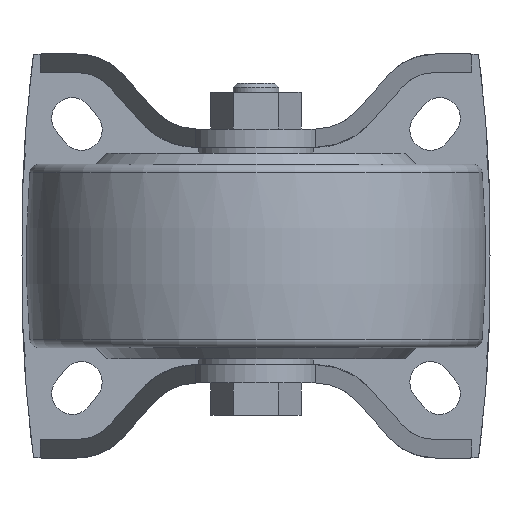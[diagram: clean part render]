
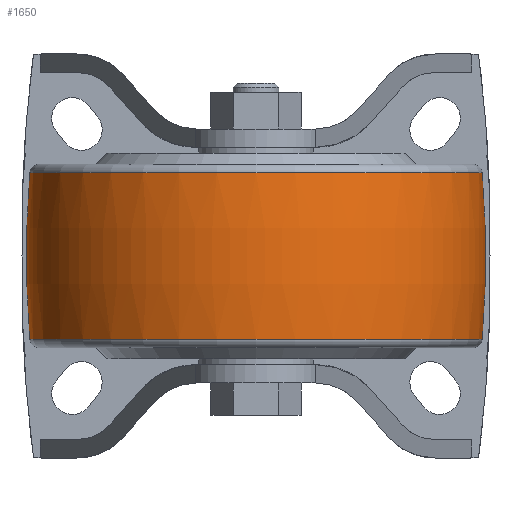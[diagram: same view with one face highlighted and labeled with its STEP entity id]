
A CAD part, front view. The second image highlights one B-rep face of the part: STEP entity #1650.
In plain terms, the highlighted toroidal (fillet/blend) face has major radius 170 mm and minor radius 220 mm.
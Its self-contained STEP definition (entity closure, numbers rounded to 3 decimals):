
#118 = EDGE_LOOP ( 'NONE', ( #3336, #3337, #3334, #3339 ) ) ;
#340 = VERTEX_POINT ( 'NONE', #535 ) ;
#535 = CARTESIAN_POINT ( 'NONE',  ( 49.249, -90., -18.165 ) ) ;
#962 = DIRECTION ( 'NONE',  ( 0., 1., 0. ) ) ;
#963 = DIRECTION ( 'NONE',  ( -1., 0., 0. ) ) ;
#964 = CARTESIAN_POINT ( 'NONE',  ( 170., -90., 0. ) ) ;
#1395 = EDGE_CURVE ( 'NONE', #2778, #2782, #2646, .T. ) ;
#1564 = EDGE_CURVE ( 'NONE', #340, #2781, #2373, .T. ) ;
#1605 = EDGE_CURVE ( 'NONE', #2782, #2781, #2478, .T. ) ;
#1606 = EDGE_CURVE ( 'NONE', #2778, #340, #2481, .T. ) ;
#1650 = ADVANCED_FACE ( 'NONE', ( #3723 ), #2544, .T. ) ;
#1699 = CARTESIAN_POINT ( 'NONE',  ( -49.249, -90., 18.165 ) ) ;
#1724 = CARTESIAN_POINT ( 'NONE',  ( -49.249, -90., -18.165 ) ) ;
#1727 = CARTESIAN_POINT ( 'NONE',  ( 49.249, -90., 18.165 ) ) ;
#1933 = DIRECTION ( 'NONE',  ( 0., 0., 1. ) ) ;
#1934 = CARTESIAN_POINT ( 'NONE',  ( 0., -90., 0. ) ) ;
#1935 = DIRECTION ( 'NONE',  ( 1., 0., 0. ) ) ;
#2043 = DIRECTION ( 'NONE',  ( 1., 0., 0. ) ) ;
#2044 = DIRECTION ( 'NONE',  ( 0., 0., 1. ) ) ;
#2045 = CARTESIAN_POINT ( 'NONE',  ( 0., -90., -18.165 ) ) ;
#2053 = DIRECTION ( 'NONE',  ( 1., 0., 0. ) ) ;
#2054 = DIRECTION ( 'NONE',  ( 0., 0., 1. ) ) ;
#2055 = CARTESIAN_POINT ( 'NONE',  ( 0., -90., 18.165 ) ) ;
#2066 = DIRECTION ( 'NONE',  ( 0., 0., -1. ) ) ;
#2097 = DIRECTION ( 'NONE',  ( 0., -1., 0. ) ) ;
#2109 = CARTESIAN_POINT ( 'NONE',  ( -170., -90., 0. ) ) ;
#2373 = CIRCLE ( 'NONE', #2425, 220. ) ;
#2425 = AXIS2_PLACEMENT_3D ( 'NONE', #2109, #2097, #2066 ) ;
#2478 = CIRCLE ( 'NONE', #2486, 49.249 ) ;
#2481 = CIRCLE ( 'NONE', #2488, 49.249 ) ;
#2486 = AXIS2_PLACEMENT_3D ( 'NONE', #2055, #2054, #2053 ) ;
#2488 = AXIS2_PLACEMENT_3D ( 'NONE', #2045, #2044, #2043 ) ;
#2543 = AXIS2_PLACEMENT_3D ( 'NONE', #1934, #1933, #1935 ) ;
#2544 = TOROIDAL_SURFACE ( 'NONE', #2543, -170., 220. ) ;
#2628 = AXIS2_PLACEMENT_3D ( 'NONE', #964, #962, #963 ) ;
#2646 = CIRCLE ( 'NONE', #2628, 220. ) ;
#2778 = VERTEX_POINT ( 'NONE', #1724 ) ;
#2781 = VERTEX_POINT ( 'NONE', #1727 ) ;
#2782 = VERTEX_POINT ( 'NONE', #1699 ) ;
#3334 = ORIENTED_EDGE ( 'NONE', *, *, #1564, .T. ) ;
#3336 = ORIENTED_EDGE ( 'NONE', *, *, #1395, .F. ) ;
#3337 = ORIENTED_EDGE ( 'NONE', *, *, #1606, .T. ) ;
#3339 = ORIENTED_EDGE ( 'NONE', *, *, #1605, .F. ) ;
#3723 = FACE_OUTER_BOUND ( 'NONE', #118, .T. ) ;
